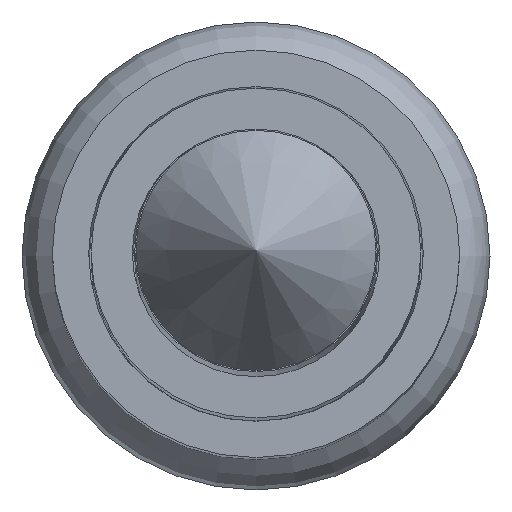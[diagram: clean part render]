
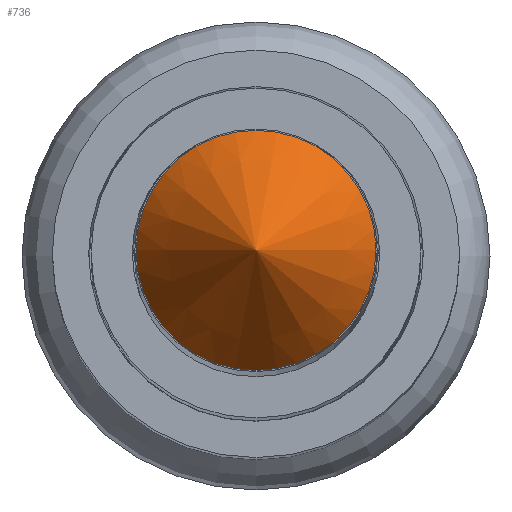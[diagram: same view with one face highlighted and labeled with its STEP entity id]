
A CAD part, top view. The second image highlights one B-rep face of the part: STEP entity #736.
In plain terms, the highlighted conical face has half-angle 35.264 degrees and reference radius 0.495 mm.
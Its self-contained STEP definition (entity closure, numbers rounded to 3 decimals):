
#635 = PLANE('',#636);
#636 = AXIS2_PLACEMENT_3D('',#637,#638,#639);
#637 = CARTESIAN_POINT('',(0.,0.,31.35));
#638 = DIRECTION('',(0.,0.,1.));
#639 = DIRECTION('',(1.,0.,0.));
#704 = EDGE_CURVE('',#705,#705,#707,.T.);
#705 = VERTEX_POINT('',#706);
#706 = CARTESIAN_POINT('',(0.495,0.,31.35));
#707 = SURFACE_CURVE('',#708,(#713,#720),.PCURVE_S1.);
#708 = CIRCLE('',#709,0.495);
#709 = AXIS2_PLACEMENT_3D('',#710,#711,#712);
#710 = CARTESIAN_POINT('',(0.,0.,31.35));
#711 = DIRECTION('',(0.,0.,1.));
#712 = DIRECTION('',(1.,0.,0.));
#713 = PCURVE('',#635,#714);
#714 = DEFINITIONAL_REPRESENTATION('',(#715),#719);
#715 = CIRCLE('',#716,0.495);
#716 = AXIS2_PLACEMENT_2D('',#717,#718);
#717 = CARTESIAN_POINT('',(0.,0.));
#718 = DIRECTION('',(1.,0.));
#719 = ( GEOMETRIC_REPRESENTATION_CONTEXT(2) 
PARAMETRIC_REPRESENTATION_CONTEXT() REPRESENTATION_CONTEXT('2D SPACE',''
  ) );
#720 = PCURVE('',#721,#726);
#721 = CONICAL_SURFACE('',#722,0.495,0.615);
#722 = AXIS2_PLACEMENT_3D('',#723,#724,#725);
#723 = CARTESIAN_POINT('',(0.,0.,31.35));
#724 = DIRECTION('',(-0.,-0.,-1.));
#725 = DIRECTION('',(1.,0.,0.));
#726 = DEFINITIONAL_REPRESENTATION('',(#727),#731);
#727 = LINE('',#728,#729);
#728 = CARTESIAN_POINT('',(-0.,-0.));
#729 = VECTOR('',#730,1.);
#730 = DIRECTION('',(-1.,-0.));
#731 = ( GEOMETRIC_REPRESENTATION_CONTEXT(2) 
PARAMETRIC_REPRESENTATION_CONTEXT() REPRESENTATION_CONTEXT('2D SPACE',''
  ) );
#736 = ADVANCED_FACE('',(#737),#721,.T.);
#737 = FACE_BOUND('',#738,.T.);
#738 = EDGE_LOOP('',(#739,#762,#763));
#739 = ORIENTED_EDGE('',*,*,#740,.F.);
#740 = EDGE_CURVE('',#705,#741,#743,.T.);
#741 = VERTEX_POINT('',#742);
#742 = CARTESIAN_POINT('',(0.,0.,
    32.05));
#743 = SEAM_CURVE('',#744,(#748,#755),.PCURVE_S1.);
#744 = LINE('',#745,#746);
#745 = CARTESIAN_POINT('',(0.495,0.,31.35));
#746 = VECTOR('',#747,1.);
#747 = DIRECTION('',(-0.577,0.,0.816)
  );
#748 = PCURVE('',#721,#749);
#749 = DEFINITIONAL_REPRESENTATION('',(#750),#754);
#750 = LINE('',#751,#752);
#751 = CARTESIAN_POINT('',(-6.283,0.));
#752 = VECTOR('',#753,1.);
#753 = DIRECTION('',(-0.,-1.));
#754 = ( GEOMETRIC_REPRESENTATION_CONTEXT(2) 
PARAMETRIC_REPRESENTATION_CONTEXT() REPRESENTATION_CONTEXT('2D SPACE',''
  ) );
#755 = PCURVE('',#721,#756);
#756 = DEFINITIONAL_REPRESENTATION('',(#757),#761);
#757 = LINE('',#758,#759);
#758 = CARTESIAN_POINT('',(0.,-0.));
#759 = VECTOR('',#760,1.);
#760 = DIRECTION('',(-0.,-1.));
#761 = ( GEOMETRIC_REPRESENTATION_CONTEXT(2) 
PARAMETRIC_REPRESENTATION_CONTEXT() REPRESENTATION_CONTEXT('2D SPACE',''
  ) );
#762 = ORIENTED_EDGE('',*,*,#704,.T.);
#763 = ORIENTED_EDGE('',*,*,#740,.T.);
